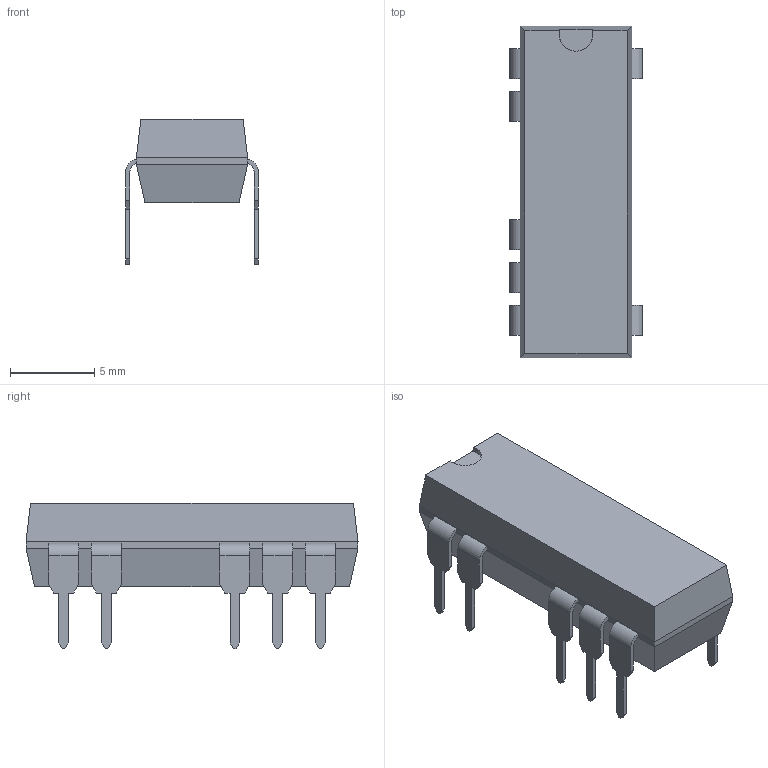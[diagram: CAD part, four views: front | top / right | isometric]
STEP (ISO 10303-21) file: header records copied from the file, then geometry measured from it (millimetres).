
FILE_DESCRIPTION(/* description */ (''),/* implementation_level */ '2;1');
FILE_NAME(/* name */ 'DCDC_TEXAS_DCP02-DIP.stp',/* time_stamp */ '2015-09-01T13:35:01+02:00',/* author */ ('bcivel'),/* organization */ (''),/* preprocessor_version */ 'ST-DEVELOPER v15.5',/* originating_system */ 'AutoCAD Mechanical',/* authorisation */ '');
FILE_SCHEMA (('AUTOMOTIVE_DESIGN { 1 0 10303 214 3 1 1 }'));
Length unit declared in the file: millimetre
Products named in the file (1): Product
Bounding box: 7.87 x 19.7 x 8.63 mm (x, y, z)
Volume: 610.5 mm3; surface area: 869 mm2
Topology: 9 solids, 9 shells, 146 faces, 380 edges, 252 vertices
Faces by surface type: plane 131, cylinder 15
Entity records: 4435 total; most frequent: CARTESIAN_POINT 779, ORIENTED_EDGE 760, DIRECTION 706, EDGE_CURVE 380, LINE 348, VECTOR 348, VERTEX_POINT 252, AXIS2_PLACEMENT_3D 179
